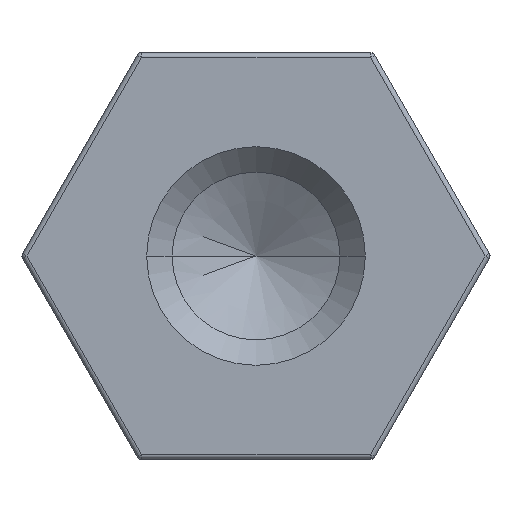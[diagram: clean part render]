
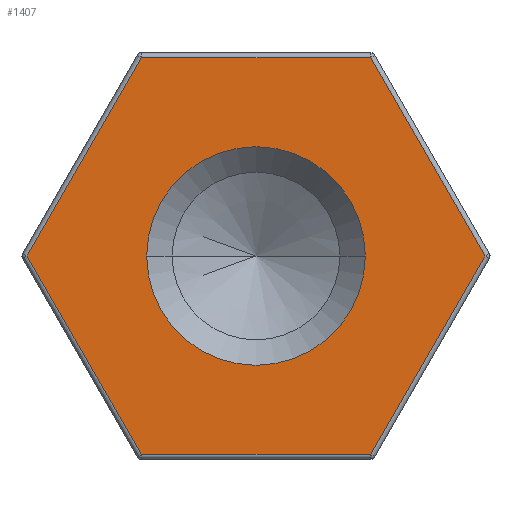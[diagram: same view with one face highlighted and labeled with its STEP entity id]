
A CAD part, left-side view. The second image highlights one B-rep face of the part: STEP entity #1407.
In plain terms, the highlighted planar face has unit normal (-1, 0, 0).
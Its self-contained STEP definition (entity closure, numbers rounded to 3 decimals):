
#9 = EDGE_CURVE ( 'NONE', #282, #542, #269, .T. ) ;
#14 = CARTESIAN_POINT ( 'NONE',  ( 0., -3.377, -1.95 ) ) ;
#26 = LINE ( 'NONE', #735, #37 ) ;
#37 = VECTOR ( 'NONE', #752, 1000. ) ;
#73 = VECTOR ( 'NONE', #387, 1000. ) ;
#83 = CIRCLE ( 'NONE', #1251, 2.15 ) ;
#100 = EDGE_LOOP ( 'NONE', ( #774, #786, #789, #794, #819, #840 ) ) ;
#171 = CIRCLE ( 'NONE', #469, 2.15 ) ;
#240 = CARTESIAN_POINT ( 'NONE',  ( 0., 3.377, 1.95 ) ) ;
#267 = VECTOR ( 'NONE', #1071, 1000. ) ;
#269 = LINE ( 'NONE', #541, #267 ) ;
#282 = VERTEX_POINT ( 'NONE', #970 ) ;
#304 = DIRECTION ( 'NONE',  ( 1., 0., 0. ) ) ;
#338 = VECTOR ( 'NONE', #597, 1000. ) ;
#343 = VERTEX_POINT ( 'NONE', #1194 ) ;
#370 = CARTESIAN_POINT ( 'NONE',  ( 0., 0., 0. ) ) ;
#383 = DIRECTION ( 'NONE',  ( 0., 0.5, -0.866 ) ) ;
#387 = DIRECTION ( 'NONE',  ( 0., 0.5, 0.866 ) ) ;
#402 = LINE ( 'NONE', #240, #1124 ) ;
#458 = LINE ( 'NONE', #897, #73 ) ;
#469 = AXIS2_PLACEMENT_3D ( 'NONE', #1151, #304, #1224 ) ;
#479 = EDGE_CURVE ( 'NONE', #756, #648, #83, .T. ) ;
#532 = PLANE ( 'NONE',  #1112 ) ;
#541 = CARTESIAN_POINT ( 'NONE',  ( 0., 0., 3.9 ) ) ;
#542 = VERTEX_POINT ( 'NONE', #1040 ) ;
#552 = CARTESIAN_POINT ( 'NONE',  ( 0., -4.503, 0. ) ) ;
#587 = CARTESIAN_POINT ( 'NONE',  ( 0., 2.252, -3.9 ) ) ;
#590 = VECTOR ( 'NONE', #635, 1000. ) ;
#597 = DIRECTION ( 'NONE',  ( 0., -1., 0. ) ) ;
#607 = CARTESIAN_POINT ( 'NONE',  ( 0., 0., -3.9 ) ) ;
#615 = EDGE_LOOP ( 'NONE', ( #848, #866 ) ) ;
#635 = DIRECTION ( 'NONE',  ( 0., -0.5, 0.866 ) ) ;
#648 = VERTEX_POINT ( 'NONE', #998 ) ;
#673 = VERTEX_POINT ( 'NONE', #755 ) ;
#686 = CARTESIAN_POINT ( 'NONE',  ( 0., -2.15, 0. ) ) ;
#709 = EDGE_CURVE ( 'NONE', #343, #883, #26, .T. ) ;
#721 = DIRECTION ( 'NONE',  ( 0., 1., 0. ) ) ;
#735 = CARTESIAN_POINT ( 'NONE',  ( 0., 3.377, -1.95 ) ) ;
#752 = DIRECTION ( 'NONE',  ( 0., -0.5, -0.866 ) ) ;
#755 = CARTESIAN_POINT ( 'NONE',  ( 0., -2.252, -3.9 ) ) ;
#756 = VERTEX_POINT ( 'NONE', #686 ) ;
#774 = ORIENTED_EDGE ( 'NONE', *, *, #999, .T. ) ;
#786 = ORIENTED_EDGE ( 'NONE', *, *, #9, .T. ) ;
#789 = ORIENTED_EDGE ( 'NONE', *, *, #1431, .T. ) ;
#794 = ORIENTED_EDGE ( 'NONE', *, *, #709, .T. ) ;
#819 = ORIENTED_EDGE ( 'NONE', *, *, #832, .T. ) ;
#832 = EDGE_CURVE ( 'NONE', #883, #673, #1284, .T. ) ;
#840 = ORIENTED_EDGE ( 'NONE', *, *, #1245, .T. ) ;
#848 = ORIENTED_EDGE ( 'NONE', *, *, #1254, .T. ) ;
#849 = VERTEX_POINT ( 'NONE', #552 ) ;
#866 = ORIENTED_EDGE ( 'NONE', *, *, #479, .T. ) ;
#883 = VERTEX_POINT ( 'NONE', #587 ) ;
#897 = CARTESIAN_POINT ( 'NONE',  ( 0., -3.377, 1.95 ) ) ;
#922 = FACE_OUTER_BOUND ( 'NONE', #100, .T. ) ;
#970 = CARTESIAN_POINT ( 'NONE',  ( 0., -2.252, 3.9 ) ) ;
#998 = CARTESIAN_POINT ( 'NONE',  ( 0., 2.15, 0. ) ) ;
#999 = EDGE_CURVE ( 'NONE', #849, #282, #458, .T. ) ;
#1040 = CARTESIAN_POINT ( 'NONE',  ( 0., 2.252, 3.9 ) ) ;
#1071 = DIRECTION ( 'NONE',  ( 0., 1., 0. ) ) ;
#1088 = DIRECTION ( 'NONE',  ( 0., 1., 0. ) ) ;
#1089 = DIRECTION ( 'NONE',  ( 1., 0., 0. ) ) ;
#1092 = CARTESIAN_POINT ( 'NONE',  ( 0., 0., 0. ) ) ;
#1106 = DIRECTION ( 'NONE',  ( 1., 0., 0. ) ) ;
#1112 = AXIS2_PLACEMENT_3D ( 'NONE', #370, #1106, #721 ) ;
#1124 = VECTOR ( 'NONE', #383, 1000. ) ;
#1151 = CARTESIAN_POINT ( 'NONE',  ( 0., 0., 0. ) ) ;
#1194 = CARTESIAN_POINT ( 'NONE',  ( 0., 4.503, 0. ) ) ;
#1224 = DIRECTION ( 'NONE',  ( 0., 1., 0. ) ) ;
#1245 = EDGE_CURVE ( 'NONE', #673, #849, #1380, .T. ) ;
#1251 = AXIS2_PLACEMENT_3D ( 'NONE', #1092, #1089, #1088 ) ;
#1254 = EDGE_CURVE ( 'NONE', #648, #756, #171, .T. ) ;
#1284 = LINE ( 'NONE', #607, #338 ) ;
#1315 = FACE_BOUND ( 'NONE', #615, .T. ) ;
#1380 = LINE ( 'NONE', #14, #590 ) ;
#1407 = ADVANCED_FACE ( 'NONE', ( #922, #1315 ), #532, .F. ) ;
#1431 = EDGE_CURVE ( 'NONE', #542, #343, #402, .T. ) ;
